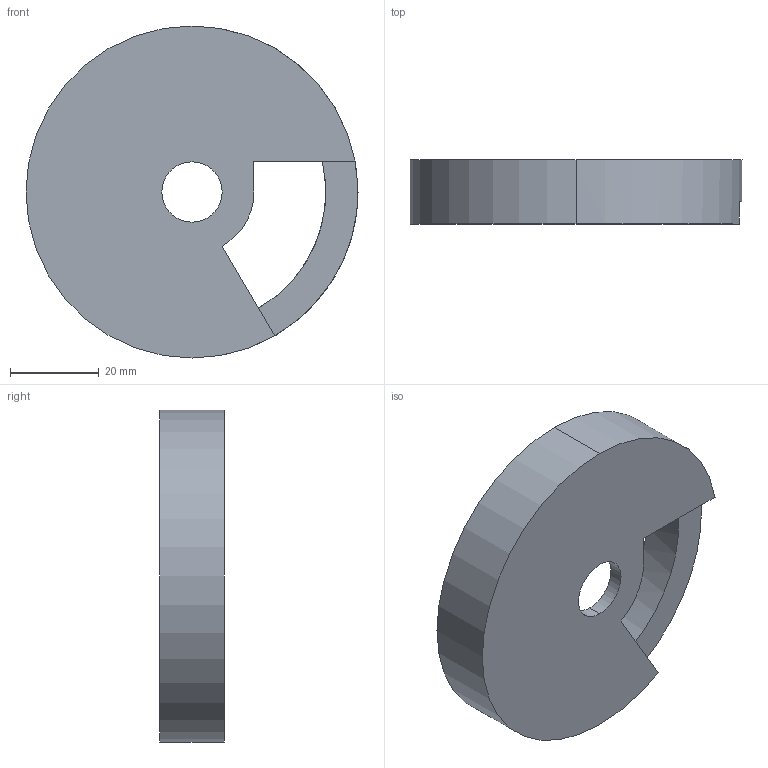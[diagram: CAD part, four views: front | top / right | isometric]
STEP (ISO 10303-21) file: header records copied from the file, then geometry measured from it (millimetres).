
FILE_DESCRIPTION (( 'STEP AP214' ), '1' );
FILE_NAME ('bearingHelper.STEP', '2022-08-30T00:34:10', ( '' ), ( '' ), 'SwSTEP 2.0', 'SolidWorks 2020', '' );
FILE_SCHEMA (( 'AUTOMOTIVE_DESIGN' ));
Length unit declared in the file: millimetre
Products named in the file (1): bearingHelper
Bounding box: 75 x 14.5 x 75 mm (x, y, z)
Volume: 27991.7 mm3; surface area: 13206.3 mm2
Topology: 1 solids, 1 shells, 14 faces, 39 edges, 26 vertices
Faces by surface type: cylinder 7, plane 7
Entity records: 503 total; most frequent: DIRECTION 87, CARTESIAN_POINT 80, ORIENTED_EDGE 78, EDGE_CURVE 39, AXIS2_PLACEMENT_3D 33, VERTEX_POINT 26, LINE 21, VECTOR 21
